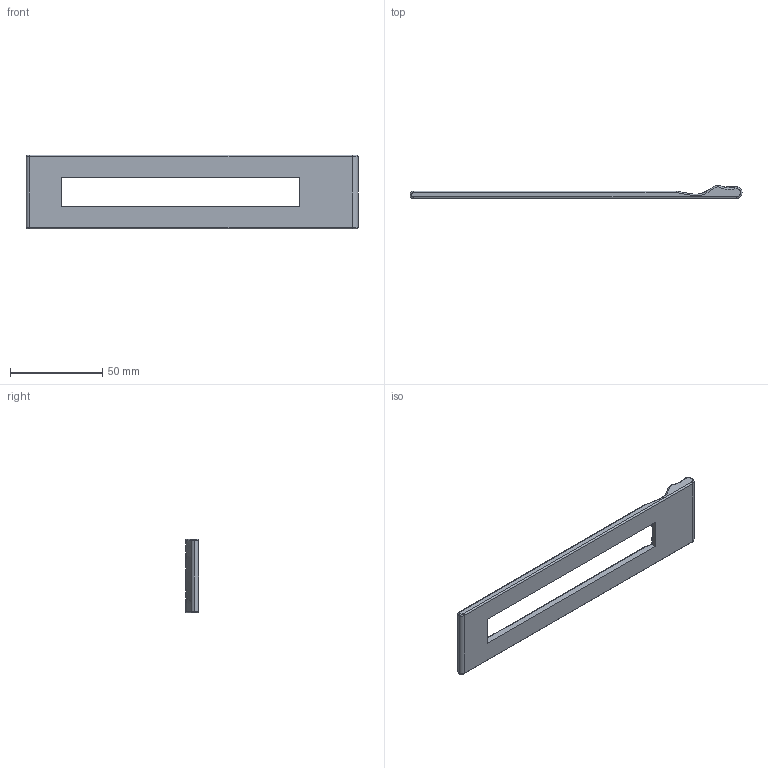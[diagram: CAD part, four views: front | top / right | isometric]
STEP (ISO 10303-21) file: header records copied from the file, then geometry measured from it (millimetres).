
FILE_DESCRIPTION(/* description */ (''),/* implementation_level */ '2;1');
FILE_NAME(/* name */ 'Flat Reading Bar v2.step',/* time_stamp */ '2022-10-28T12:20:56-07:00',/* author */ (''),/* organization */ (''),/* preprocessor_version */ 'ST-DEVELOPER v19.2',/* originating_system */ 'Autodesk Translation Framework v11.17.0.187',/* authorisation */ '');
FILE_SCHEMA (('AUTOMOTIVE_DESIGN { 1 0 10303 214 3 1 1 }'));
Length unit declared in the file: millimetre
Products named in the file (1): Flat Reading Bar
Bounding box: 180.2 x 7.06 x 40 mm (x, y, z)
Volume: 20863 mm3; surface area: 12993.7 mm2
Topology: 1 solids, 1 shells, 77 faces, 205 edges, 132 vertices
Faces by surface type: plane 39, bspline 22, cylinder 10, torus 6
Entity records: 3264 total; most frequent: CARTESIAN_POINT 1468, ORIENTED_EDGE 410, DIRECTION 285, EDGE_CURVE 205, VERTEX_POINT 132, LINE 129, VECTOR 129, EDGE_LOOP 81
